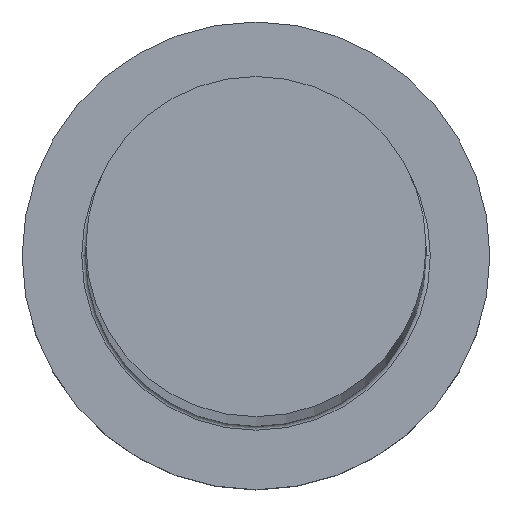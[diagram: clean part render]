
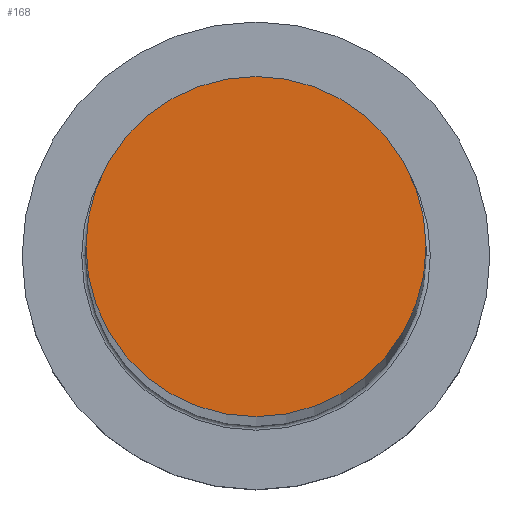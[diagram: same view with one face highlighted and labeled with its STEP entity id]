
A CAD part, top view. The second image highlights one B-rep face of the part: STEP entity #168.
In plain terms, the highlighted planar face has unit normal (0, 0, 1).
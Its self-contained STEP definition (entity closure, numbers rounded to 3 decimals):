
#1 = CARTESIAN_POINT ( 'NONE',  ( 8., 0., 257. ) ) ;
#12 = ORIENTED_EDGE ( 'NONE', *, *, #240, .T. ) ;
#25 = DIRECTION ( 'NONE',  ( 0., 0., 1. ) ) ;
#28 = AXIS2_PLACEMENT_3D ( 'NONE', #242, #69, #221 ) ;
#47 = CARTESIAN_POINT ( 'NONE',  ( 0., 0., 257. ) ) ;
#65 = CIRCLE ( 'NONE', #170, 8. ) ;
#68 = AXIS2_PLACEMENT_3D ( 'NONE', #47, #25, #152 ) ;
#69 = DIRECTION ( 'NONE',  ( 0., 0., 1. ) ) ;
#74 = DIRECTION ( 'NONE',  ( 0., 0., 1. ) ) ;
#85 = ORIENTED_EDGE ( 'NONE', *, *, #155, .T. ) ;
#95 = FACE_OUTER_BOUND ( 'NONE', #302, .T. ) ;
#97 = CARTESIAN_POINT ( 'NONE',  ( -8., 0., 257. ) ) ;
#127 = PLANE ( 'NONE',  #28 ) ;
#138 = VERTEX_POINT ( 'NONE', #97 ) ;
#152 = DIRECTION ( 'NONE',  ( 1., 0., 0. ) ) ;
#155 = EDGE_CURVE ( 'NONE', #161, #138, #65, .T. ) ;
#161 = VERTEX_POINT ( 'NONE', #1 ) ;
#168 = ADVANCED_FACE ( 'NONE', ( #95 ), #127, .T. ) ;
#170 = AXIS2_PLACEMENT_3D ( 'NONE', #288, #74, #178 ) ;
#178 = DIRECTION ( 'NONE',  ( 1., 0., 0. ) ) ;
#213 = CIRCLE ( 'NONE', #68, 8. ) ;
#221 = DIRECTION ( 'NONE',  ( 1., 0., 0. ) ) ;
#240 = EDGE_CURVE ( 'NONE', #138, #161, #213, .T. ) ;
#242 = CARTESIAN_POINT ( 'NONE',  ( 0., 0., 257. ) ) ;
#288 = CARTESIAN_POINT ( 'NONE',  ( 0., 0., 257. ) ) ;
#302 = EDGE_LOOP ( 'NONE', ( #12, #85 ) ) ;
